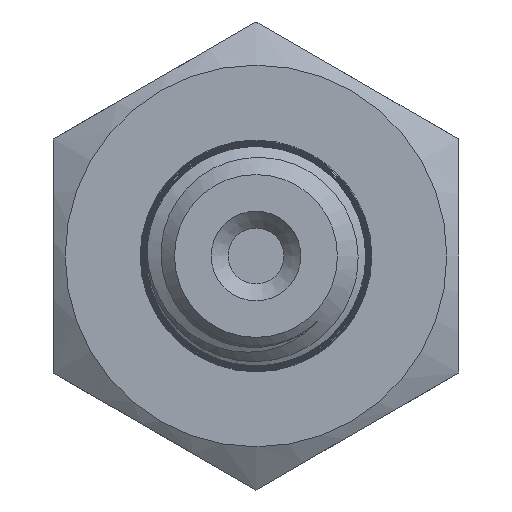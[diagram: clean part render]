
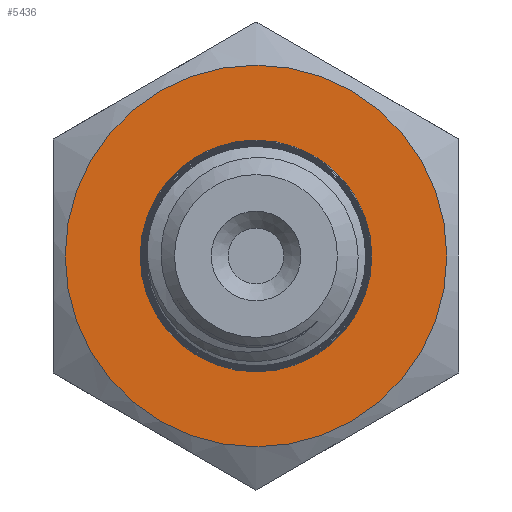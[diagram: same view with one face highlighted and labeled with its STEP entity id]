
A CAD part, left-side view. The second image highlights one B-rep face of the part: STEP entity #5436.
In plain terms, the highlighted planar face has unit normal (-1, 0, 0).
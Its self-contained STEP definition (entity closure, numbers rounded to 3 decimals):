
#298=FACE_BOUND('',#995,.T.);
#331=PLANE('',#5619);
#661=FACE_OUTER_BOUND('',#994,.T.);
#994=EDGE_LOOP('',(#5017));
#995=EDGE_LOOP('',(#5018));
#1035=CIRCLE('',#5527,6.86);
#1067=CIRCLE('',#5612,11.3);
#2134=VERTEX_POINT('',#6912);
#2620=VERTEX_POINT('',#14800);
#2685=EDGE_CURVE('',#2134,#2134,#1035,.T.);
#3416=EDGE_CURVE('',#2620,#2620,#1067,.T.);
#5017=ORIENTED_EDGE('',*,*,#3416,.T.);
#5018=ORIENTED_EDGE('',*,*,#2685,.T.);
#5436=ADVANCED_FACE('',(#661,#298),#331,.T.);
#5527=AXIS2_PLACEMENT_3D('',#6913,#5722,#5723);
#5612=AXIS2_PLACEMENT_3D('',#14801,#6144,#6145);
#5619=AXIS2_PLACEMENT_3D('',#14843,#6165,#6166);
#5722=DIRECTION('center_axis',(1.,0.,0.));
#5723=DIRECTION('ref_axis',(0.,0.,-1.));
#6144=DIRECTION('center_axis',(-1.,0.,0.));
#6145=DIRECTION('ref_axis',(0.,1.,0.));
#6165=DIRECTION('center_axis',(-1.,0.,0.));
#6166=DIRECTION('ref_axis',(0.,0.,1.));
#6912=CARTESIAN_POINT('',(14.,-6.86,0.));
#6913=CARTESIAN_POINT('Origin',(14.,0.,0.));
#14800=CARTESIAN_POINT('',(14.,-11.3,0.));
#14801=CARTESIAN_POINT('Origin',(14.,0.,0.));
#14843=CARTESIAN_POINT('Origin',(14.,12.,0.));
